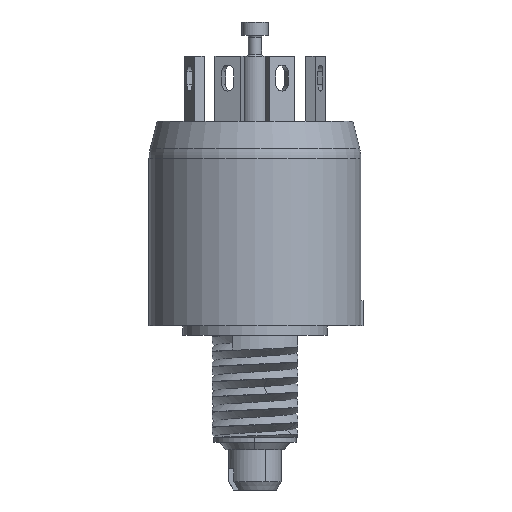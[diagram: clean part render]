
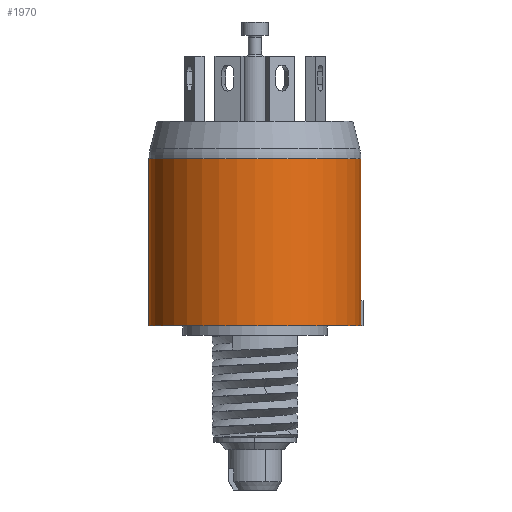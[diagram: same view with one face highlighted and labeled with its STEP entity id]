
A CAD part, front view. The second image highlights one B-rep face of the part: STEP entity #1970.
In plain terms, the highlighted cylindrical face has radius 6.35 mm (diameter 12.7 mm), a partial arc.
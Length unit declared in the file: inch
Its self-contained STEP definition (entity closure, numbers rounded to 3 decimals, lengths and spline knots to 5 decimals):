
#253=CARTESIAN_POINT('',(0.,0.,-0.068));
#254=DIRECTION('',(0.,0.,-1.));
#255=DIRECTION('',(1.,0.,0.));
#256=AXIS2_PLACEMENT_3D('',#253,#254,#255);
#270=DIRECTION('',(0.,0.,-1.));
#271=VECTOR('',#270,0.06);
#272=CARTESIAN_POINT('',(0.25,0.,-0.008));
#273=LINE('',#272,#271);
#274=CARTESIAN_POINT('',(0.,0.,0.32598));
#275=DIRECTION('',(0.,0.,-1.));
#276=DIRECTION('',(1.,0.,0.));
#277=AXIS2_PLACEMENT_3D('',#274,#275,#276);
#284=DIRECTION('',(0.,0.,1.));
#285=VECTOR('',#284,0.33398);
#286=CARTESIAN_POINT('',(0.25,0.,-0.008));
#287=LINE('',#286,#285);
#293=DIRECTION('',(0.,0.,-1.));
#294=VECTOR('',#293,0.39398);
#295=CARTESIAN_POINT('',(-0.25,0.,0.32598));
#296=LINE('',#295,#294);
#1680=CARTESIAN_POINT('',(0.25,0.,-0.008));
#1681=CARTESIAN_POINT('',(0.25,0.,-0.068));
#1682=VERTEX_POINT('',#1680);
#1683=VERTEX_POINT('',#1681);
#1810=CARTESIAN_POINT('',(-0.25,0.,-0.068));
#1811=VERTEX_POINT('',#1810);
#1825=CARTESIAN_POINT('',(0.25,0.,0.32598));
#1826=VERTEX_POINT('',#1825);
#1835=CARTESIAN_POINT('',(-0.25,0.,0.32598));
#1836=VERTEX_POINT('',#1835);
#1955=CARTESIAN_POINT('',(0.,0.,0.45225));
#1956=DIRECTION('',(0.,0.,-1.));
#1957=DIRECTION('',(1.,0.,0.));
#1958=AXIS2_PLACEMENT_3D('',#1955,#1956,#1957);
#1959=CYLINDRICAL_SURFACE('',#1958,0.25);
#1960=ORIENTED_EDGE('',*,*,#1941,.T.);
#1961=ORIENTED_EDGE('',*,*,#1896,.T.);
#1963=ORIENTED_EDGE('',*,*,#1962,.F.);
#1965=ORIENTED_EDGE('',*,*,#1964,.F.);
#1967=ORIENTED_EDGE('',*,*,#1966,.F.);
#1968=EDGE_LOOP('',(#1960,#1961,#1963,#1965,#1967));
#1969=FACE_OUTER_BOUND('',#1968,.F.);
#1970=ADVANCED_FACE('',(#1969),#1959,.T.);
#257=CIRCLE('',#256,0.25);
#278=CIRCLE('',#277,0.25);
#1896=EDGE_CURVE('',#1683,#1811,#257,.T.);
#1941=EDGE_CURVE('',#1682,#1683,#273,.T.);
#1962=EDGE_CURVE('',#1836,#1811,#296,.T.);
#1964=EDGE_CURVE('',#1826,#1836,#278,.T.);
#1966=EDGE_CURVE('',#1682,#1826,#287,.T.);
